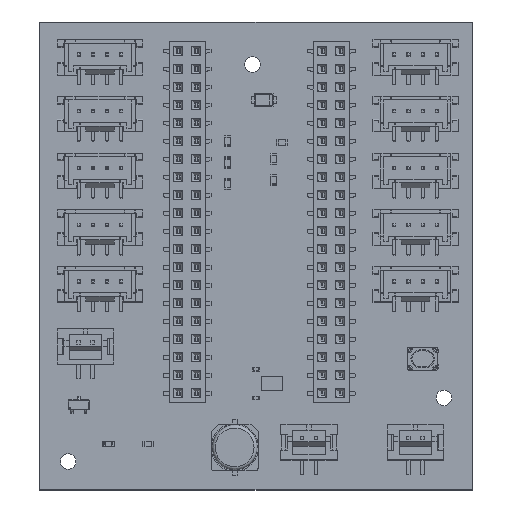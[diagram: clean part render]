
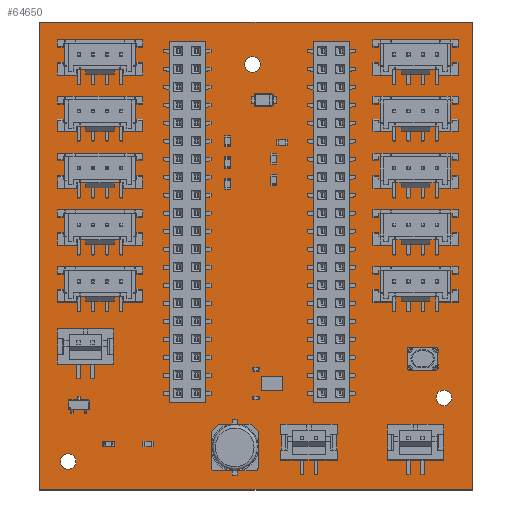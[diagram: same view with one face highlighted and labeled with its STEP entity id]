
A CAD part, top view. The second image highlights one B-rep face of the part: STEP entity #64650.
In plain terms, the highlighted planar face has unit normal (0, 0, 1).
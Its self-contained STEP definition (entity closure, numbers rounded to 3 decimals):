
#64461 = VERTEX_POINT('',#64462);
#64462 = CARTESIAN_POINT('',(61.,-66.,1.51));
#64468 = EDGE_CURVE('',#64461,#64469,#64471,.T.);
#64469 = VERTEX_POINT('',#64470);
#64470 = CARTESIAN_POINT('',(0.,-66.,1.51));
#64471 = LINE('',#64472,#64473);
#64472 = CARTESIAN_POINT('',(61.,-66.,1.51));
#64473 = VECTOR('',#64474,1.);
#64474 = DIRECTION('',(-1.,0.,0.));
#64501 = VERTEX_POINT('',#64502);
#64502 = CARTESIAN_POINT('',(61.,0.,1.51));
#64508 = EDGE_CURVE('',#64501,#64461,#64509,.T.);
#64509 = LINE('',#64510,#64511);
#64510 = CARTESIAN_POINT('',(61.,0.,1.51));
#64511 = VECTOR('',#64512,1.);
#64512 = DIRECTION('',(0.,-1.,0.));
#64530 = EDGE_CURVE('',#64469,#64531,#64533,.T.);
#64531 = VERTEX_POINT('',#64532);
#64532 = CARTESIAN_POINT('',(0.,0.,1.51));
#64533 = LINE('',#64534,#64535);
#64534 = CARTESIAN_POINT('',(0.,-66.,1.51));
#64535 = VECTOR('',#64536,1.);
#64536 = DIRECTION('',(0.,1.,0.));
#64650 = ADVANCED_FACE('',(#64651,#64662,#64673,#64684,#64695,#64706,
    #64717,#64728),#64739,.T.);
#64651 = FACE_BOUND('',#64652,.T.);
#64652 = EDGE_LOOP('',(#64653,#64654,#64655,#64661));
#64653 = ORIENTED_EDGE('',*,*,#64468,.F.);
#64654 = ORIENTED_EDGE('',*,*,#64508,.F.);
#64655 = ORIENTED_EDGE('',*,*,#64656,.F.);
#64656 = EDGE_CURVE('',#64531,#64501,#64657,.T.);
#64657 = LINE('',#64658,#64659);
#64658 = CARTESIAN_POINT('',(0.,0.,1.51));
#64659 = VECTOR('',#64660,1.);
#64660 = DIRECTION('',(1.,0.,0.));
#64661 = ORIENTED_EDGE('',*,*,#64530,.F.);
#64662 = FACE_BOUND('',#64663,.T.);
#64663 = EDGE_LOOP('',(#64664));
#64664 = ORIENTED_EDGE('',*,*,#64665,.T.);
#64665 = EDGE_CURVE('',#64666,#64666,#64668,.T.);
#64666 = VERTEX_POINT('',#64667);
#64667 = CARTESIAN_POINT('',(4.,-63.1,1.51));
#64668 = CIRCLE('',#64669,1.1);
#64669 = AXIS2_PLACEMENT_3D('',#64670,#64671,#64672);
#64670 = CARTESIAN_POINT('',(4.,-62.,1.51));
#64671 = DIRECTION('',(-0.,0.,-1.));
#64672 = DIRECTION('',(-0.,-1.,0.));
#64673 = FACE_BOUND('',#64674,.T.);
#64674 = EDGE_LOOP('',(#64675));
#64675 = ORIENTED_EDGE('',*,*,#64676,.T.);
#64676 = EDGE_CURVE('',#64677,#64677,#64679,.T.);
#64677 = VERTEX_POINT('',#64678);
#64678 = CARTESIAN_POINT('',(20.82,-51.69,1.51));
#64679 = CIRCLE('',#64680,0.6);
#64680 = AXIS2_PLACEMENT_3D('',#64681,#64682,#64683);
#64681 = CARTESIAN_POINT('',(20.82,-51.09,1.51));
#64682 = DIRECTION('',(-0.,0.,-1.));
#64683 = DIRECTION('',(-0.,-1.,0.));
#64684 = FACE_BOUND('',#64685,.T.);
#64685 = EDGE_LOOP('',(#64686));
#64686 = ORIENTED_EDGE('',*,*,#64687,.T.);
#64687 = EDGE_CURVE('',#64688,#64688,#64690,.T.);
#64688 = VERTEX_POINT('',#64689);
#64689 = CARTESIAN_POINT('',(41.1,-51.69,1.51));
#64690 = CIRCLE('',#64691,0.6);
#64691 = AXIS2_PLACEMENT_3D('',#64692,#64693,#64694);
#64692 = CARTESIAN_POINT('',(41.1,-51.09,1.51));
#64693 = DIRECTION('',(-0.,0.,-1.));
#64694 = DIRECTION('',(-0.,-1.,0.));
#64695 = FACE_BOUND('',#64696,.T.);
#64696 = EDGE_LOOP('',(#64697));
#64697 = ORIENTED_EDGE('',*,*,#64698,.T.);
#64698 = EDGE_CURVE('',#64699,#64699,#64701,.T.);
#64699 = VERTEX_POINT('',#64700);
#64700 = CARTESIAN_POINT('',(57.,-54.1,1.51));
#64701 = CIRCLE('',#64702,1.1);
#64702 = AXIS2_PLACEMENT_3D('',#64703,#64704,#64705);
#64703 = CARTESIAN_POINT('',(57.,-53.,1.51));
#64704 = DIRECTION('',(-0.,0.,-1.));
#64705 = DIRECTION('',(-0.,-1.,0.));
#64706 = FACE_BOUND('',#64707,.T.);
#64707 = EDGE_LOOP('',(#64708));
#64708 = ORIENTED_EDGE('',*,*,#64709,.T.);
#64709 = EDGE_CURVE('',#64710,#64710,#64712,.T.);
#64710 = VERTEX_POINT('',#64711);
#64711 = CARTESIAN_POINT('',(20.82,-5.97,1.51));
#64712 = CIRCLE('',#64713,0.6);
#64713 = AXIS2_PLACEMENT_3D('',#64714,#64715,#64716);
#64714 = CARTESIAN_POINT('',(20.82,-5.37,1.51));
#64715 = DIRECTION('',(-0.,0.,-1.));
#64716 = DIRECTION('',(-0.,-1.,0.));
#64717 = FACE_BOUND('',#64718,.T.);
#64718 = EDGE_LOOP('',(#64719));
#64719 = ORIENTED_EDGE('',*,*,#64720,.T.);
#64720 = EDGE_CURVE('',#64721,#64721,#64723,.T.);
#64721 = VERTEX_POINT('',#64722);
#64722 = CARTESIAN_POINT('',(30.,-7.1,1.51));
#64723 = CIRCLE('',#64724,1.1);
#64724 = AXIS2_PLACEMENT_3D('',#64725,#64726,#64727);
#64725 = CARTESIAN_POINT('',(30.,-6.,1.51));
#64726 = DIRECTION('',(-0.,0.,-1.));
#64727 = DIRECTION('',(-0.,-1.,0.));
#64728 = FACE_BOUND('',#64729,.T.);
#64729 = EDGE_LOOP('',(#64730));
#64730 = ORIENTED_EDGE('',*,*,#64731,.T.);
#64731 = EDGE_CURVE('',#64732,#64732,#64734,.T.);
#64732 = VERTEX_POINT('',#64733);
#64733 = CARTESIAN_POINT('',(41.1,-5.97,1.51));
#64734 = CIRCLE('',#64735,0.6);
#64735 = AXIS2_PLACEMENT_3D('',#64736,#64737,#64738);
#64736 = CARTESIAN_POINT('',(41.1,-5.37,1.51));
#64737 = DIRECTION('',(-0.,0.,-1.));
#64738 = DIRECTION('',(-0.,-1.,0.));
#64739 = PLANE('',#64740);
#64740 = AXIS2_PLACEMENT_3D('',#64741,#64742,#64743);
#64741 = CARTESIAN_POINT('',(0.,0.,1.51));
#64742 = DIRECTION('',(0.,0.,1.));
#64743 = DIRECTION('',(1.,0.,-0.));
